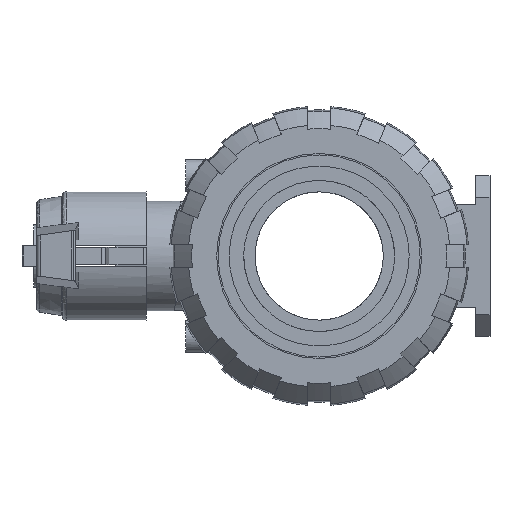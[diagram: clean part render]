
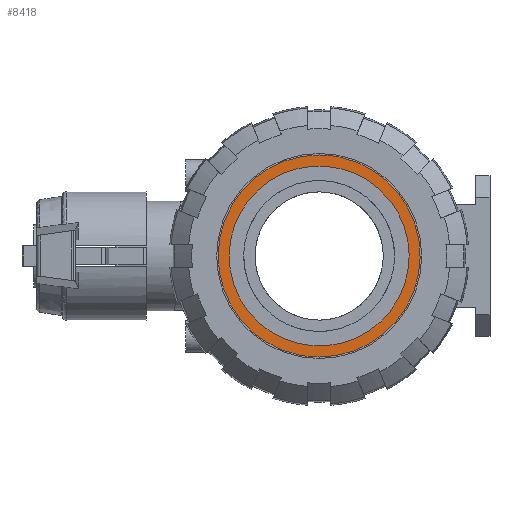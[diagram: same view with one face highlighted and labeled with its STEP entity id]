
A CAD part, left-side view. The second image highlights one B-rep face of the part: STEP entity #8418.
In plain terms, the highlighted planar face has unit normal (-1, 0, 0).
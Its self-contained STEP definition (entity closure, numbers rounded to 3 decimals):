
#99=FACE_BOUND('',#1874,.T.);
#960=PLANE('',#9122);
#1390=FACE_OUTER_BOUND('',#1873,.T.);
#1873=EDGE_LOOP('',(#7069,#7070));
#1874=EDGE_LOOP('',(#7071,#7072));
#3228=B_SPLINE_CURVE_WITH_KNOTS('',8,(#17054,#17055,#17056,#17057,#17058,
#17059,#17060,#17061,#17062),.UNSPECIFIED.,.F.,.F.,(9,9),(3.142,
6.283),.UNSPECIFIED.);
#3229=B_SPLINE_CURVE_WITH_KNOTS('',8,(#17083,#17084,#17085,#17086,#17087,
#17088,#17089,#17090,#17091),.UNSPECIFIED.,.F.,.F.,(9,9),(0.,
3.142),.UNSPECIFIED.);
#3230=B_SPLINE_CURVE_WITH_KNOTS('',8,(#17113,#17114,#17115,#17116,#17117,
#17118,#17119,#17120,#17121),.UNSPECIFIED.,.F.,.F.,(9,9),(-6.283,
-3.142),.UNSPECIFIED.);
#3231=B_SPLINE_CURVE_WITH_KNOTS('',8,(#17141,#17142,#17143,#17144,#17145,
#17146,#17147,#17148,#17149),.UNSPECIFIED.,.F.,.F.,(9,9),(-3.142,
0.),.UNSPECIFIED.);
#3851=VERTEX_POINT('',#17052);
#3852=VERTEX_POINT('',#17053);
#3853=VERTEX_POINT('',#17110);
#3854=VERTEX_POINT('',#17112);
#4986=EDGE_CURVE('',#3851,#3852,#3228,.T.);
#4989=EDGE_CURVE('',#3852,#3851,#3229,.T.);
#4991=EDGE_CURVE('',#3854,#3853,#3230,.T.);
#4993=EDGE_CURVE('',#3853,#3854,#3231,.T.);
#7069=ORIENTED_EDGE('',*,*,#4993,.T.);
#7070=ORIENTED_EDGE('',*,*,#4991,.T.);
#7071=ORIENTED_EDGE('',*,*,#4989,.T.);
#7072=ORIENTED_EDGE('',*,*,#4986,.T.);
#8418=ADVANCED_FACE('',(#1390,#99),#960,.T.);
#9122=AXIS2_PLACEMENT_3D('',#17150,#10787,#10788);
#10787=DIRECTION('center_axis',(-1.,0.,0.));
#10788=DIRECTION('ref_axis',(0.,1.,0.));
#17052=CARTESIAN_POINT('',(-76.15,-44.75,0.));
#17053=CARTESIAN_POINT('',(-76.15,44.75,0.));
#17054=CARTESIAN_POINT('Ctrl Pts',(-76.15,-44.75,0.));
#17055=CARTESIAN_POINT('Ctrl Pts',(-76.15,-44.75,-17.573));
#17056=CARTESIAN_POINT('Ctrl Pts',(-76.15,-36.864,-35.146));
#17057=CARTESIAN_POINT('Ctrl Pts',(-76.15,-21.093,-48.59));
#17058=CARTESIAN_POINT('Ctrl Pts',(-76.15,-0.004,-53.78));
#17059=CARTESIAN_POINT('Ctrl Pts',(-76.15,21.099,-48.59));
#17060=CARTESIAN_POINT('Ctrl Pts',(-76.15,36.864,-35.146));
#17061=CARTESIAN_POINT('Ctrl Pts',(-76.15,44.75,-17.573));
#17062=CARTESIAN_POINT('Ctrl Pts',(-76.15,44.75,0.));
#17083=CARTESIAN_POINT('Ctrl Pts',(-76.15,44.75,0.));
#17084=CARTESIAN_POINT('Ctrl Pts',(-76.15,44.75,17.573));
#17085=CARTESIAN_POINT('Ctrl Pts',(-76.15,36.864,35.146));
#17086=CARTESIAN_POINT('Ctrl Pts',(-76.15,21.093,48.59));
#17087=CARTESIAN_POINT('Ctrl Pts',(-76.15,0.004,53.78));
#17088=CARTESIAN_POINT('Ctrl Pts',(-76.15,-21.099,48.59));
#17089=CARTESIAN_POINT('Ctrl Pts',(-76.15,-36.864,35.146));
#17090=CARTESIAN_POINT('Ctrl Pts',(-76.15,-44.75,17.573));
#17091=CARTESIAN_POINT('Ctrl Pts',(-76.15,-44.75,0.));
#17110=CARTESIAN_POINT('',(-76.15,0.,50.25));
#17112=CARTESIAN_POINT('',(-76.15,0.,-50.25));
#17113=CARTESIAN_POINT('Ctrl Pts',(-76.15,0.,-50.25));
#17114=CARTESIAN_POINT('Ctrl Pts',(-76.15,-19.733,-50.25));
#17115=CARTESIAN_POINT('Ctrl Pts',(-76.15,-39.466,-41.395));
#17116=CARTESIAN_POINT('Ctrl Pts',(-76.15,-54.561,-23.692));
#17117=CARTESIAN_POINT('Ctrl Pts',(-76.15,-60.39,0.005));
#17118=CARTESIAN_POINT('Ctrl Pts',(-76.15,-54.561,23.686));
#17119=CARTESIAN_POINT('Ctrl Pts',(-76.15,-39.466,41.394));
#17120=CARTESIAN_POINT('Ctrl Pts',(-76.15,-19.733,50.25));
#17121=CARTESIAN_POINT('Ctrl Pts',(-76.15,0.,50.25));
#17141=CARTESIAN_POINT('Ctrl Pts',(-76.15,0.,50.25));
#17142=CARTESIAN_POINT('Ctrl Pts',(-76.15,19.733,50.25));
#17143=CARTESIAN_POINT('Ctrl Pts',(-76.15,39.466,41.395));
#17144=CARTESIAN_POINT('Ctrl Pts',(-76.15,54.561,23.692));
#17145=CARTESIAN_POINT('Ctrl Pts',(-76.15,60.39,-0.005));
#17146=CARTESIAN_POINT('Ctrl Pts',(-76.15,54.561,-23.686));
#17147=CARTESIAN_POINT('Ctrl Pts',(-76.15,39.466,-41.394));
#17148=CARTESIAN_POINT('Ctrl Pts',(-76.15,19.733,-50.25));
#17149=CARTESIAN_POINT('Ctrl Pts',(-76.15,0.,-50.25));
#17150=CARTESIAN_POINT('Origin',(-76.15,-52.265,52.26));
